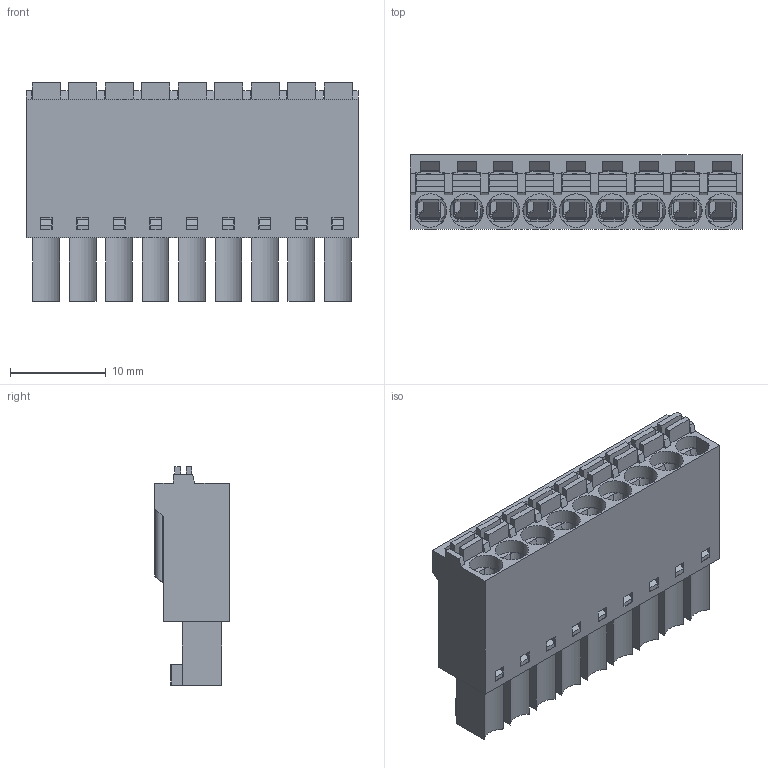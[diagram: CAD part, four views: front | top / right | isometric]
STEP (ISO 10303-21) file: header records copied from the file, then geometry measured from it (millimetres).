
FILE_DESCRIPTION(/* description */ ('Unknown'),/* implementation_level */ '2;1');
FILE_NAME(/* name */ '691304300009',/* time_stamp */ '2019-07-17T14:40:47+02:00',/* author */ ('Unknown'),/* organization */ ('Unknown'),/* preprocessor_version */ 'ST-DEVELOPER v16.7',/* originating_system */ 'DEX',/* authorisation */ $);
FILE_SCHEMA (('AUTOMOTIVE_DESIGN {1 0 10303 214 3 1 1}'));
Length unit declared in the file: millimetre
Products named in the file (6): 6913043000xx; 691304300009; 691304300009_Bas; 6913043000xx_Levier; 6913043000xx_Lamelle; 6913043000xx_Pin
Assembly tree (29 placements, depth 2):
  6913043000xx
    691304300009
    691304300009_Bas
    6913043000xx_Levier  x9
    6913043000xx_Lamelle  x9
    6913043000xx_Pin  x9
Bounding box: 34.69 x 7.8 x 22.8 mm (x, y, z)
Volume: 2722.9 mm3; surface area: 9563.2 mm2
Topology: 29 solids, 29 shells, 2645 faces, 7426 edges, 4830 vertices
Faces by surface type: plane 2060, cylinder 540, cone 45
Full cylindrical faces by diameter (mm): 1.2 x9, 3.5 x7
Entity records: 47286 total; most frequent: CARTESIAN_POINT 8532, ORIENTED_EDGE 8336, DIRECTION 7599, EDGE_CURVE 4168, LINE 3551, VECTOR 3551, VERTEX_POINT 2757, AXIS2_PLACEMENT_3D 2024
